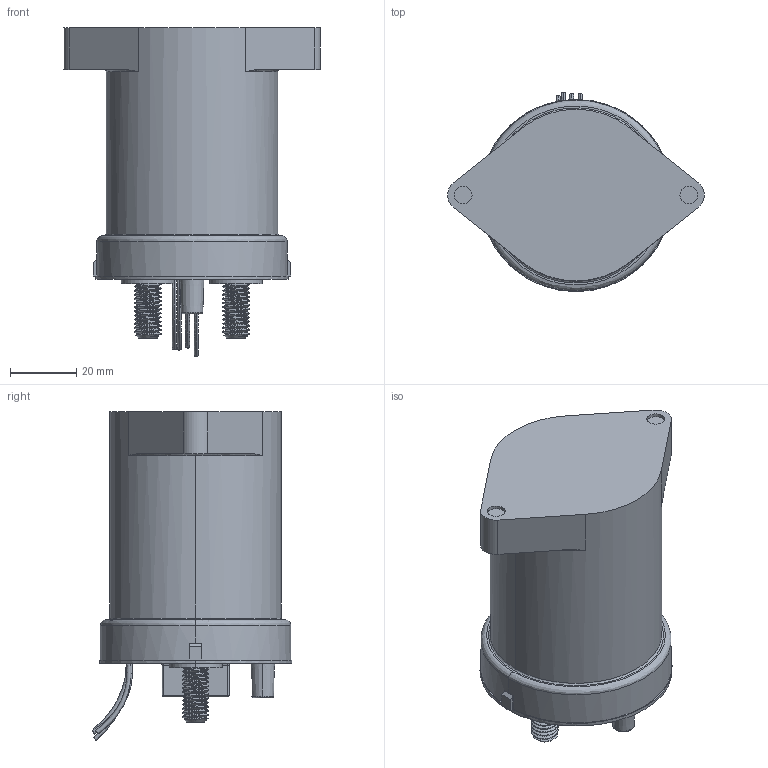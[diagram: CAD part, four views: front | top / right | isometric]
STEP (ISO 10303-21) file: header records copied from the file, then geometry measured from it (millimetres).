
FILE_DESCRIPTION (( 'STEP AP214' ), '1' );
FILE_NAME ('c-6-1618390-8-d-3d.STEP', '2023-01-04T10:30:12', ( '' ), ( '' ), 'SwSTEP 2.0', 'SolidWorks 2022', '' );
FILE_SCHEMA (( 'AUTOMOTIVE_DESIGN' ));
Length unit declared in the file: inch
Products named in the file (1): c-6-1618390-8-d-3d
Bounding box: 77.71 x 60.36 x 99.53 mm (x, y, z)
Volume: 176558.8 mm3; surface area: 21525.3 mm2
Topology: 1 solids, 1 shells, 194 faces, 599 edges, 414 vertices
Faces by surface type: cylinder 89, bspline 52, plane 45, cone 8
Entity records: 18607 total; most frequent: CARTESIAN_POINT 12748, ORIENTED_EDGE 1182, DIRECTION 664, EDGE_CURVE 591, VERTEX_POINT 414, B_SPLINE_CURVE_WITH_KNOTS 303, AXIS2_PLACEMENT_3D 249, EDGE_LOOP 209
